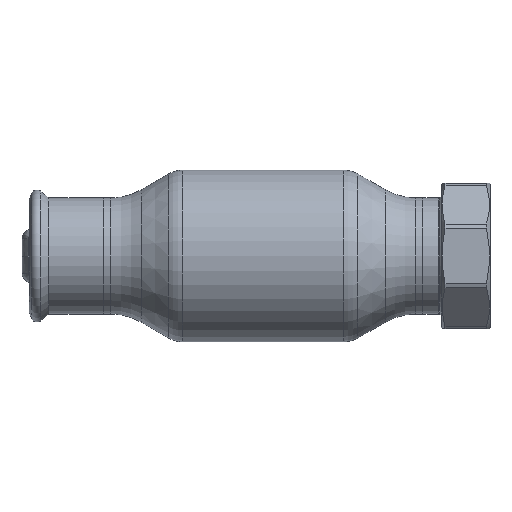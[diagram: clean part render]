
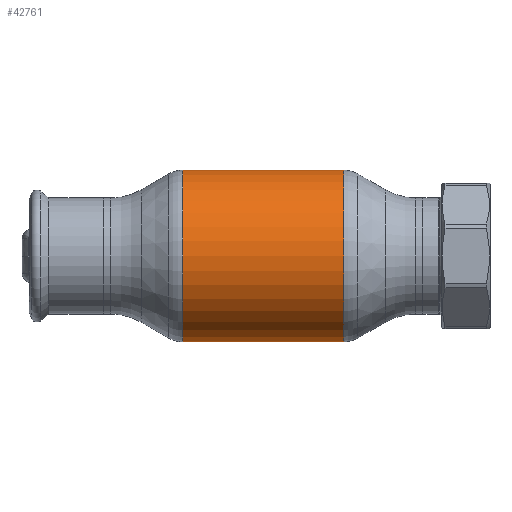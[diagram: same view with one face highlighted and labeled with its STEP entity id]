
A CAD part, front view. The second image highlights one B-rep face of the part: STEP entity #42761.
In plain terms, the highlighted cylindrical face has radius 42.5 mm (diameter 85 mm), a partial arc.
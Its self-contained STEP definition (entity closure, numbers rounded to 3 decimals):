
#421 = EDGE_CURVE ( 'NONE', #40929, #30379, #62300, .T. ) ;
#2950 = DIRECTION ( 'NONE',  ( -1., 0., 0. ) ) ;
#3936 = CARTESIAN_POINT ( 'NONE',  ( -62.69, 0., 0. ) ) ;
#4972 = AXIS2_PLACEMENT_3D ( 'NONE', #28574, #24127, #33693 ) ;
#6175 = CARTESIAN_POINT ( 'NONE',  ( -62.69, 0., 42.5 ) ) ;
#12481 = AXIS2_PLACEMENT_3D ( 'NONE', #39855, #49547, #28999 ) ;
#15649 = EDGE_CURVE ( 'NONE', #25674, #19780, #54066, .T. ) ;
#18538 = DIRECTION ( 'NONE',  ( -1., 0., 0. ) ) ;
#19780 = VERTEX_POINT ( 'NONE', #47080 ) ;
#21737 = ORIENTED_EDGE ( 'NONE', *, *, #421, .F. ) ;
#21956 = CARTESIAN_POINT ( 'NONE',  ( 39.749, 0., -42.5 ) ) ;
#24127 = DIRECTION ( 'NONE',  ( -1., 0., 0. ) ) ;
#25674 = VERTEX_POINT ( 'NONE', #41697 ) ;
#28574 = CARTESIAN_POINT ( 'NONE',  ( 39.749, 0., 0. ) ) ;
#28999 = DIRECTION ( 'NONE',  ( 0., 0., 1. ) ) ;
#30379 = VERTEX_POINT ( 'NONE', #59079 ) ;
#33693 = DIRECTION ( 'NONE',  ( 0., 0., 1. ) ) ;
#35415 = VECTOR ( 'NONE', #2950, 1000. ) ;
#35799 = EDGE_LOOP ( 'NONE', ( #21737, #56918, #62439, #40674 ) ) ;
#36669 = CIRCLE ( 'NONE', #4972, 42.5 ) ;
#37771 = DIRECTION ( 'NONE',  ( -1., 0., 0. ) ) ;
#39855 = CARTESIAN_POINT ( 'NONE',  ( -39.749, 0., 0. ) ) ;
#40674 = ORIENTED_EDGE ( 'NONE', *, *, #41058, .F. ) ;
#40929 = VERTEX_POINT ( 'NONE', #21956 ) ;
#41058 = EDGE_CURVE ( 'NONE', #30379, #19780, #59681, .T. ) ;
#41697 = CARTESIAN_POINT ( 'NONE',  ( 39.749, 0., 42.5 ) ) ;
#42531 = CYLINDRICAL_SURFACE ( 'NONE', #49487, 42.5 ) ;
#42761 = ADVANCED_FACE ( 'NONE', ( #47278 ), #42531, .T. ) ;
#47080 = CARTESIAN_POINT ( 'NONE',  ( -39.749, 0., 42.5 ) ) ;
#47278 = FACE_OUTER_BOUND ( 'NONE', #35799, .T. ) ;
#49487 = AXIS2_PLACEMENT_3D ( 'NONE', #3936, #18538, #54787 ) ;
#49547 = DIRECTION ( 'NONE',  ( -1., 0., 0. ) ) ;
#50885 = VECTOR ( 'NONE', #37771, 1000. ) ;
#51977 = EDGE_CURVE ( 'NONE', #40929, #25674, #36669, .T. ) ;
#54066 = LINE ( 'NONE', #6175, #50885 ) ;
#54787 = DIRECTION ( 'NONE',  ( 0., 0., 1. ) ) ;
#56918 = ORIENTED_EDGE ( 'NONE', *, *, #51977, .T. ) ;
#59079 = CARTESIAN_POINT ( 'NONE',  ( -39.749, 0., -42.5 ) ) ;
#59681 = CIRCLE ( 'NONE', #12481, 42.5 ) ;
#62300 = LINE ( 'NONE', #63550, #35415 ) ;
#62439 = ORIENTED_EDGE ( 'NONE', *, *, #15649, .T. ) ;
#63550 = CARTESIAN_POINT ( 'NONE',  ( -62.69, 0., -42.5 ) ) ;
